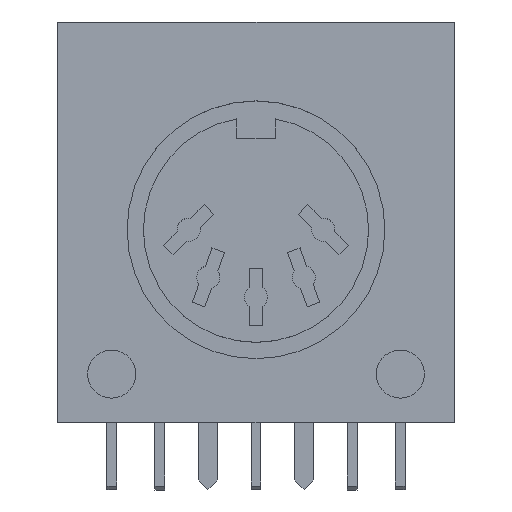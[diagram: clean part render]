
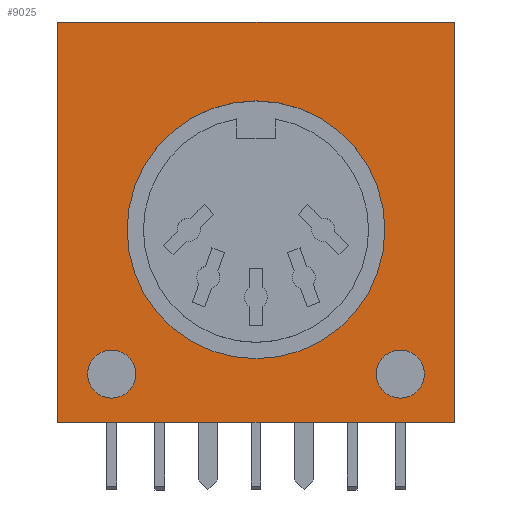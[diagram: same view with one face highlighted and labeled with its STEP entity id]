
A CAD part, top view. The second image highlights one B-rep face of the part: STEP entity #9025.
In plain terms, the highlighted planar face has unit normal (0, 0, 1).
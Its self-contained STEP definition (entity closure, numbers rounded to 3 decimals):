
#303 = ORIENTED_EDGE ( 'NONE', *, *, #2426, .F. ) ;
#388 = EDGE_LOOP ( 'NONE', ( #1930, #303 ) ) ;
#418 = CARTESIAN_POINT ( 'NONE',  ( -10.3, 20.8, 0. ) ) ;
#565 = AXIS2_PLACEMENT_3D ( 'NONE', #7767, #6355, #1206 ) ;
#790 = VERTEX_POINT ( 'NONE', #4504 ) ;
#881 = CARTESIAN_POINT ( 'NONE',  ( 8.75, 2.5, 0. ) ) ;
#884 = CIRCLE ( 'NONE', #4085, 1.25 ) ;
#1206 = DIRECTION ( 'NONE',  ( 1., 0., 0. ) ) ;
#1252 = FACE_OUTER_BOUND ( 'NONE', #7943, .T. ) ;
#1459 = VECTOR ( 'NONE', #6951, 1000. ) ;
#1557 = LINE ( 'NONE', #8055, #8788 ) ;
#1653 = DIRECTION ( 'NONE',  ( -1., 0., 0. ) ) ;
#1699 = CARTESIAN_POINT ( 'NONE',  ( -7.5, 2.5, 0. ) ) ;
#1848 = ORIENTED_EDGE ( 'NONE', *, *, #5586, .T. ) ;
#1893 = EDGE_CURVE ( 'NONE', #790, #5244, #6528, .T. ) ;
#1908 = CARTESIAN_POINT ( 'NONE',  ( 10.3, 20.8, 0. ) ) ;
#1930 = ORIENTED_EDGE ( 'NONE', *, *, #1893, .F. ) ;
#1932 = VERTEX_POINT ( 'NONE', #8180 ) ;
#2026 = FACE_BOUND ( 'NONE', #388, .T. ) ;
#2161 = DIRECTION ( 'NONE',  ( 1., 0., 0. ) ) ;
#2213 = VECTOR ( 'NONE', #7032, 1000. ) ;
#2322 = VERTEX_POINT ( 'NONE', #7173 ) ;
#2426 = EDGE_CURVE ( 'NONE', #5244, #790, #3711, .T. ) ;
#2460 = DIRECTION ( 'NONE',  ( 1., 0., 0. ) ) ;
#2526 = CARTESIAN_POINT ( 'NONE',  ( 6.7, 10., 0. ) ) ;
#2817 = DIRECTION ( 'NONE',  ( 1., 0., 0. ) ) ;
#2926 = EDGE_CURVE ( 'NONE', #5698, #1932, #7873, .T. ) ;
#2941 = VERTEX_POINT ( 'NONE', #1908 ) ;
#3027 = DIRECTION ( 'NONE',  ( 0., 0., 1. ) ) ;
#3053 = CARTESIAN_POINT ( 'NONE',  ( 0., 10., 0. ) ) ;
#3339 = EDGE_LOOP ( 'NONE', ( #7164, #7626 ) ) ;
#3389 = CARTESIAN_POINT ( 'NONE',  ( -7.5, 2.5, 0. ) ) ;
#3694 = EDGE_CURVE ( 'NONE', #7465, #8621, #7734, .T. ) ;
#3711 = CIRCLE ( 'NONE', #5995, 6.7 ) ;
#3795 = CARTESIAN_POINT ( 'NONE',  ( 7.5, 2.5, 0. ) ) ;
#3905 = CARTESIAN_POINT ( 'NONE',  ( 10.3, 20.8, 0. ) ) ;
#4051 = LINE ( 'NONE', #3905, #1459 ) ;
#4085 = AXIS2_PLACEMENT_3D ( 'NONE', #8786, #8153, #4665 ) ;
#4264 = AXIS2_PLACEMENT_3D ( 'NONE', #1699, #3027, #2460 ) ;
#4265 = ORIENTED_EDGE ( 'NONE', *, *, #2926, .T. ) ;
#4374 = AXIS2_PLACEMENT_3D ( 'NONE', #3795, #7218, #8874 ) ;
#4411 = DIRECTION ( 'NONE',  ( 1., 0., 0. ) ) ;
#4453 = DIRECTION ( 'NONE',  ( 0., 0., 1. ) ) ;
#4463 = DIRECTION ( 'NONE',  ( 1., 0., 0. ) ) ;
#4504 = CARTESIAN_POINT ( 'NONE',  ( -6.7, 10., 0. ) ) ;
#4630 = EDGE_CURVE ( 'NONE', #2941, #5698, #1557, .T. ) ;
#4648 = EDGE_CURVE ( 'NONE', #4683, #2322, #884, .T. ) ;
#4665 = DIRECTION ( 'NONE',  ( 1., 0., 0. ) ) ;
#4683 = VERTEX_POINT ( 'NONE', #881 ) ;
#4824 = CARTESIAN_POINT ( 'NONE',  ( 10.3, 0., 0. ) ) ;
#4904 = PLANE ( 'NONE',  #565 ) ;
#4967 = AXIS2_PLACEMENT_3D ( 'NONE', #3389, #8560, #2817 ) ;
#5129 = CARTESIAN_POINT ( 'NONE',  ( 0., 10., 0. ) ) ;
#5192 = CARTESIAN_POINT ( 'NONE',  ( -10.3, 0., 0. ) ) ;
#5241 = LINE ( 'NONE', #5192, #5973 ) ;
#5244 = VERTEX_POINT ( 'NONE', #2526 ) ;
#5261 = CARTESIAN_POINT ( 'NONE',  ( -8.75, 2.5, 0. ) ) ;
#5586 = EDGE_CURVE ( 'NONE', #1932, #6681, #5241, .T. ) ;
#5633 = AXIS2_PLACEMENT_3D ( 'NONE', #5129, #7850, #2161 ) ;
#5669 = ORIENTED_EDGE ( 'NONE', *, *, #4630, .T. ) ;
#5698 = VERTEX_POINT ( 'NONE', #8476 ) ;
#5973 = VECTOR ( 'NONE', #4463, 1000. ) ;
#5995 = AXIS2_PLACEMENT_3D ( 'NONE', #3053, #4453, #4411 ) ;
#6076 = ORIENTED_EDGE ( 'NONE', *, *, #9306, .F. ) ;
#6083 = CARTESIAN_POINT ( 'NONE',  ( -6.25, 2.5, 0. ) ) ;
#6355 = DIRECTION ( 'NONE',  ( 0., 0., 1. ) ) ;
#6528 = CIRCLE ( 'NONE', #5633, 6.7 ) ;
#6549 = EDGE_CURVE ( 'NONE', #6681, #2941, #4051, .T. ) ;
#6681 = VERTEX_POINT ( 'NONE', #4824 ) ;
#6763 = EDGE_CURVE ( 'NONE', #2322, #4683, #8757, .T. ) ;
#6951 = DIRECTION ( 'NONE',  ( 0., 1., 0. ) ) ;
#7032 = DIRECTION ( 'NONE',  ( 0., -1., 0. ) ) ;
#7164 = ORIENTED_EDGE ( 'NONE', *, *, #6763, .F. ) ;
#7173 = CARTESIAN_POINT ( 'NONE',  ( 6.25, 2.5, 0. ) ) ;
#7218 = DIRECTION ( 'NONE',  ( 0., 0., 1. ) ) ;
#7465 = VERTEX_POINT ( 'NONE', #5261 ) ;
#7626 = ORIENTED_EDGE ( 'NONE', *, *, #4648, .F. ) ;
#7734 = CIRCLE ( 'NONE', #4264, 1.25 ) ;
#7767 = CARTESIAN_POINT ( 'NONE',  ( 0., 0., 0. ) ) ;
#7850 = DIRECTION ( 'NONE',  ( 0., 0., 1. ) ) ;
#7873 = LINE ( 'NONE', #418, #2213 ) ;
#7943 = EDGE_LOOP ( 'NONE', ( #4265, #1848, #9007, #5669 ) ) ;
#7978 = CIRCLE ( 'NONE', #4967, 1.25 ) ;
#8055 = CARTESIAN_POINT ( 'NONE',  ( -10.3, 20.8, 0. ) ) ;
#8153 = DIRECTION ( 'NONE',  ( 0., 0., 1. ) ) ;
#8180 = CARTESIAN_POINT ( 'NONE',  ( -10.3, 0., 0. ) ) ;
#8476 = CARTESIAN_POINT ( 'NONE',  ( -10.3, 20.8, 0. ) ) ;
#8560 = DIRECTION ( 'NONE',  ( 0., 0., 1. ) ) ;
#8605 = EDGE_LOOP ( 'NONE', ( #8752, #6076 ) ) ;
#8621 = VERTEX_POINT ( 'NONE', #6083 ) ;
#8752 = ORIENTED_EDGE ( 'NONE', *, *, #3694, .F. ) ;
#8757 = CIRCLE ( 'NONE', #4374, 1.25 ) ;
#8786 = CARTESIAN_POINT ( 'NONE',  ( 7.5, 2.5, 0. ) ) ;
#8788 = VECTOR ( 'NONE', #1653, 1000. ) ;
#8874 = DIRECTION ( 'NONE',  ( 1., 0., 0. ) ) ;
#9007 = ORIENTED_EDGE ( 'NONE', *, *, #6549, .T. ) ;
#9025 = ADVANCED_FACE ( 'NONE', ( #9291, #1252, #9195, #2026 ), #4904, .T. ) ;
#9195 = FACE_BOUND ( 'NONE', #8605, .T. ) ;
#9291 = FACE_BOUND ( 'NONE', #3339, .T. ) ;
#9306 = EDGE_CURVE ( 'NONE', #8621, #7465, #7978, .T. ) ;
